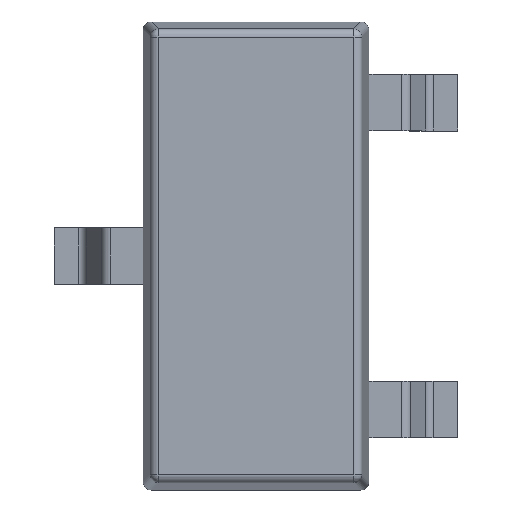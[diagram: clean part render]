
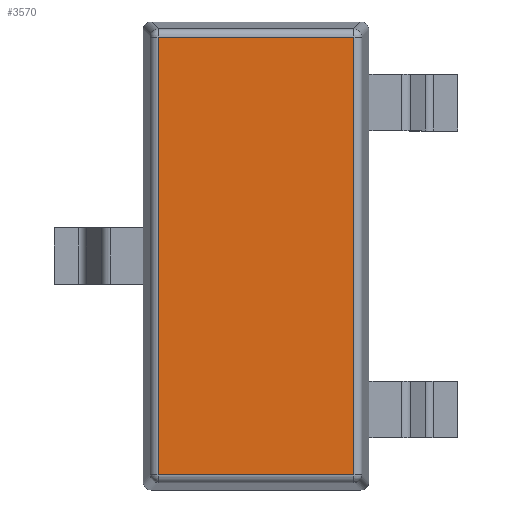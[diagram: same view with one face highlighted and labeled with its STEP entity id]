
A CAD part, top view. The second image highlights one B-rep face of the part: STEP entity #3570.
In plain terms, the highlighted planar face has unit normal (0, 0, 1).
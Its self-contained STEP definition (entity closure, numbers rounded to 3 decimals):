
#399 = CARTESIAN_POINT ( 'NONE',  ( 0.652, -1.356, 0.55 ) ) ;
#527 = VECTOR ( 'NONE', #2693, 1000. ) ;
#718 = DIRECTION ( 'NONE',  ( -1., 0., 0. ) ) ;
#988 = LINE ( 'NONE', #5057, #527 ) ;
#1077 = ORIENTED_EDGE ( 'NONE', *, *, #3207, .T. ) ;
#1220 = ORIENTED_EDGE ( 'NONE', *, *, #3637, .T. ) ;
#1317 = LINE ( 'NONE', #399, #2270 ) ;
#1506 = CARTESIAN_POINT ( 'NONE',  ( 0., 0., 0.55 ) ) ;
#1559 = DIRECTION ( 'NONE',  ( 0., 0., 1. ) ) ;
#1702 = VECTOR ( 'NONE', #718, 1000. ) ;
#1928 = VERTEX_POINT ( 'NONE', #3946 ) ;
#2072 = EDGE_LOOP ( 'NONE', ( #4719, #2814, #1077, #1220 ) ) ;
#2135 = DIRECTION ( 'NONE',  ( 0., 1., 0. ) ) ;
#2270 = VECTOR ( 'NONE', #5397, 1000. ) ;
#2693 = DIRECTION ( 'NONE',  ( 0., -1., 0. ) ) ;
#2814 = ORIENTED_EDGE ( 'NONE', *, *, #5772, .T. ) ;
#2922 = CARTESIAN_POINT ( 'NONE',  ( -0.606, -1.356, 0.55 ) ) ;
#3091 = CARTESIAN_POINT ( 'NONE',  ( 0.606, -1.356, 0.55 ) ) ;
#3207 = EDGE_CURVE ( 'NONE', #4293, #3859, #988, .T. ) ;
#3404 = FACE_OUTER_BOUND ( 'NONE', #2072, .T. ) ;
#3570 = ADVANCED_FACE ( 'NONE', ( #3404 ), #3817, .T. ) ;
#3637 = EDGE_CURVE ( 'NONE', #3859, #3641, #1317, .T. ) ;
#3641 = VERTEX_POINT ( 'NONE', #3091 ) ;
#3817 = PLANE ( 'NONE',  #4979 ) ;
#3859 = VERTEX_POINT ( 'NONE', #2922 ) ;
#3931 = CARTESIAN_POINT ( 'NONE',  ( -0.652, 1.356, 0.55 ) ) ;
#3946 = CARTESIAN_POINT ( 'NONE',  ( 0.606, 1.356, 0.55 ) ) ;
#4293 = VERTEX_POINT ( 'NONE', #5598 ) ;
#4366 = CARTESIAN_POINT ( 'NONE',  ( 0.606, 1.402, 0.55 ) ) ;
#4719 = ORIENTED_EDGE ( 'NONE', *, *, #4722, .T. ) ;
#4722 = EDGE_CURVE ( 'NONE', #3641, #1928, #5768, .T. ) ;
#4754 = DIRECTION ( 'NONE',  ( 1., 0., 0. ) ) ;
#4979 = AXIS2_PLACEMENT_3D ( 'NONE', #1506, #1559, #4754 ) ;
#5057 = CARTESIAN_POINT ( 'NONE',  ( -0.606, -1.402, 0.55 ) ) ;
#5397 = DIRECTION ( 'NONE',  ( 1., 0., 0. ) ) ;
#5582 = VECTOR ( 'NONE', #2135, 1000. ) ;
#5598 = CARTESIAN_POINT ( 'NONE',  ( -0.606, 1.356, 0.55 ) ) ;
#5760 = LINE ( 'NONE', #3931, #1702 ) ;
#5768 = LINE ( 'NONE', #4366, #5582 ) ;
#5772 = EDGE_CURVE ( 'NONE', #1928, #4293, #5760, .T. ) ;
